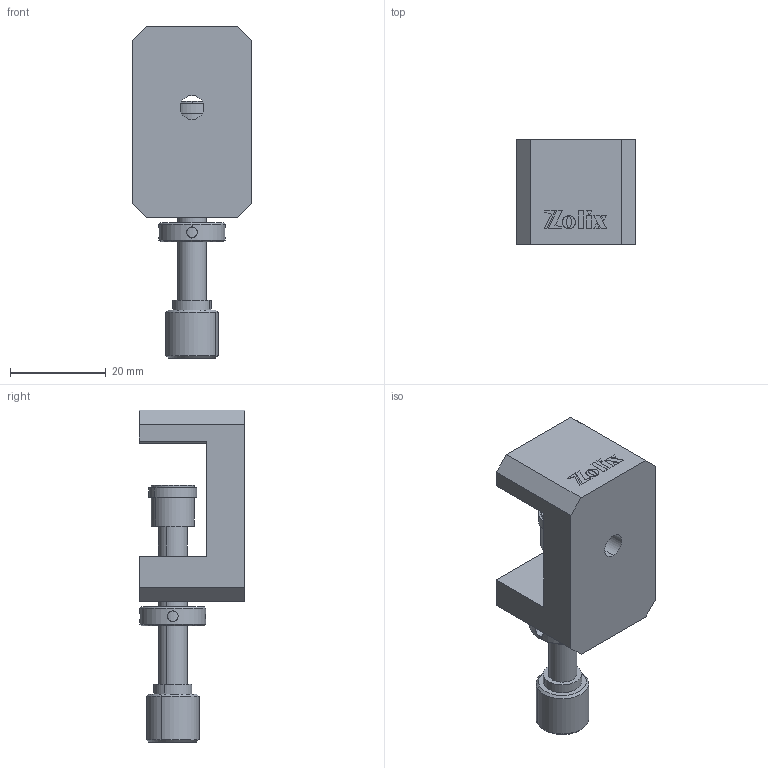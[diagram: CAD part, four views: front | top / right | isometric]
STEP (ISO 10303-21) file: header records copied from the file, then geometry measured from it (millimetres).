
FILE_DESCRIPTION (( 'STEP AP203' ), '1' );
FILE_NAME ('NFH15-25.STEP', '2020-09-17T07:09:06', ( '' ), ( '' ), 'SwSTEP 2.0', 'SolidWorks 2016', '' );
FILE_SCHEMA (( 'CONFIG_CONTROL_DESIGN' ));
Length unit declared in the file: millimetre
Products named in the file (1): NFH15-25
Bounding box: 25 x 22 x 69.23 mm (x, y, z)
Surface area: 6909.8 mm2 (no closed solid volume)
Topology: 0 solids, 5 shells, 114 faces, 527 edges, 416 vertices
Faces by surface type: plane 70, cylinder 32, cone 12
Entity records: 5474 total; most frequent: CARTESIAN_POINT 1198, DIRECTION 825, ORIENTED_EDGE 758, EDGE_CURVE 527, VECTOR 435, LINE 435, VERTEX_POINT 416, AXIS2_PLACEMENT_3D 195
